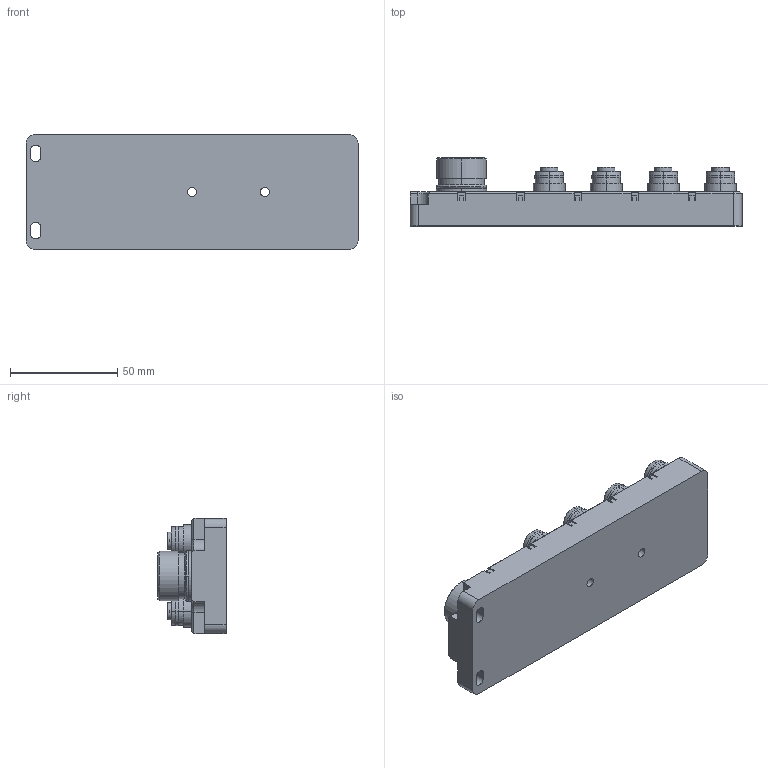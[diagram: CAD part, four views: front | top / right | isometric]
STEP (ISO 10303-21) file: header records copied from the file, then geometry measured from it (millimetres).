
FILE_DESCRIPTION((''),'2;1');
FILE_NAME('JB8M12-4P-T','2019-02-13T',('Dell'),(''),'CREO PARAMETRIC BY PTC INC, 2017020','CREO PARAMETRIC BY PTC INC, 2017020','');
FILE_SCHEMA(('CONFIG_CONTROL_DESIGN'));
Length unit declared in the file: millimetre
Products named in the file (1): JB8M12-4P-T
Bounding box: 155 x 31.8 x 53.7 mm (x, y, z)
Volume: 141739.8 mm3; surface area: 39308.7 mm2
Topology: 2 solids, 9 shells, 1117 faces, 2701 edges, 1756 vertices
Faces by surface type: plane 514, cylinder 501, sphere 58, cone 38, torus 6
Entity records: 32706 total; most frequent: DIRECTION 6100, CARTESIAN_POINT 5516, ORIENTED_EDGE 5286, EDGE_CURVE 2643, AXIS2_PLACEMENT_3D 2340, VERTEX_POINT 1756, VECTOR 1420, LINE 1420
